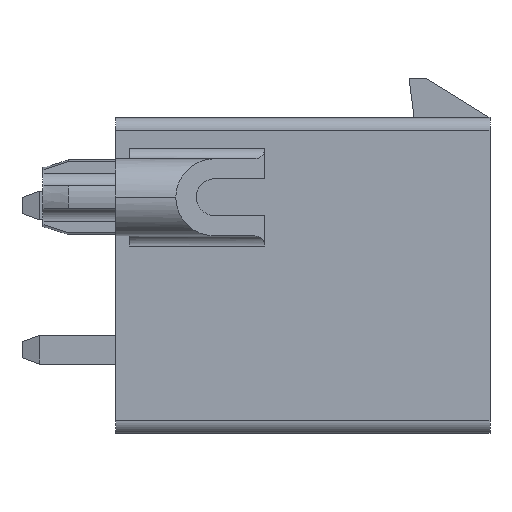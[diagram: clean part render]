
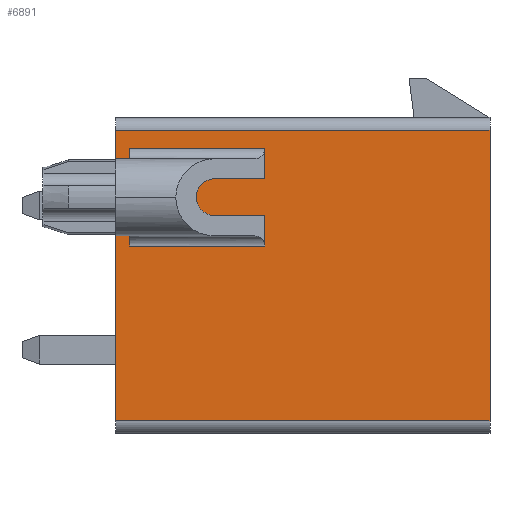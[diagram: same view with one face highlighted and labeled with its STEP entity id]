
A CAD part, left-side view. The second image highlights one B-rep face of the part: STEP entity #6891.
In plain terms, the highlighted planar face has unit normal (-1, 0, 0).
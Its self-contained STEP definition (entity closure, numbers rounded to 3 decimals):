
#1391=ORIENTED_EDGE('',*,*,#2647,.T.);
#1392=ORIENTED_EDGE('',*,*,#2912,.F.);
#1393=ORIENTED_EDGE('',*,*,#2913,.T.);
#1394=ORIENTED_EDGE('',*,*,#2289,.T.);
#1395=ORIENTED_EDGE('',*,*,#2914,.T.);
#1396=ORIENTED_EDGE('',*,*,#2915,.F.);
#1397=ORIENTED_EDGE('',*,*,#2916,.F.);
#1398=ORIENTED_EDGE('',*,*,#2917,.T.);
#1399=ORIENTED_EDGE('',*,*,#2918,.T.);
#1400=ORIENTED_EDGE('',*,*,#2279,.T.);
#1401=ORIENTED_EDGE('',*,*,#2919,.T.);
#1402=ORIENTED_EDGE('',*,*,#2920,.T.);
#1403=ORIENTED_EDGE('',*,*,#2636,.T.);
#1404=ORIENTED_EDGE('',*,*,#2921,.T.);
#1405=ORIENTED_EDGE('',*,*,#2904,.F.);
#1406=ORIENTED_EDGE('',*,*,#2922,.T.);
#2279=EDGE_CURVE('',#3266,#3265,#3893,.F.);
#2289=EDGE_CURVE('',#3273,#3274,#3900,.T.);
#2636=EDGE_CURVE('',#3519,#3518,#4187,.T.);
#2647=EDGE_CURVE('',#3528,#3527,#4192,.T.);
#2904=EDGE_CURVE('',#3718,#3719,#4437,.T.);
#2912=EDGE_CURVE('',#3726,#3527,#4442,.T.);
#2913=EDGE_CURVE('',#3726,#3273,#4443,.T.);
#2914=EDGE_CURVE('',#3274,#3727,#4444,.T.);
#2915=EDGE_CURVE('',#3728,#3727,#4445,.T.);
#2916=EDGE_CURVE('',#3729,#3728,#4446,.T.);
#2917=EDGE_CURVE('',#3729,#3730,#4447,.T.);
#2918=EDGE_CURVE('',#3730,#3266,#4448,.T.);
#2919=EDGE_CURVE('',#3265,#3731,#4449,.T.);
#2920=EDGE_CURVE('',#3731,#3519,#4450,.T.);
#2921=EDGE_CURVE('',#3518,#3719,#4451,.T.);
#2922=EDGE_CURVE('',#3718,#3528,#4452,.F.);
#3265=VERTEX_POINT('',#9577);
#3266=VERTEX_POINT('',#9579);
#3273=VERTEX_POINT('',#9596);
#3274=VERTEX_POINT('',#9598);
#3518=VERTEX_POINT('',#10303);
#3519=VERTEX_POINT('',#10305);
#3527=VERTEX_POINT('',#10323);
#3528=VERTEX_POINT('',#10325);
#3718=VERTEX_POINT('',#10842);
#3719=VERTEX_POINT('',#10844);
#3726=VERTEX_POINT('',#10860);
#3727=VERTEX_POINT('',#10863);
#3728=VERTEX_POINT('',#10865);
#3729=VERTEX_POINT('',#10867);
#3730=VERTEX_POINT('',#10869);
#3731=VERTEX_POINT('',#10872);
#3893=LINE('',#9578,#4734);
#3900=LINE('',#9599,#4741);
#4187=LINE('',#10304,#5028);
#4192=LINE('',#10324,#5033);
#4437=LINE('',#10843,#5278);
#4442=LINE('',#10859,#5283);
#4443=LINE('',#10861,#5284);
#4444=LINE('',#10862,#5285);
#4445=LINE('',#10864,#5286);
#4446=LINE('',#10866,#5287);
#4447=LINE('',#10868,#5288);
#4448=LINE('',#10870,#5289);
#4449=LINE('',#10871,#5290);
#4450=LINE('',#10873,#5291);
#4451=LINE('',#10874,#5292);
#4452=LINE('',#10875,#5293);
#4734=VECTOR('',#7676,1000.);
#4741=VECTOR('',#7693,1000.);
#5028=VECTOR('',#8328,1000.);
#5033=VECTOR('',#8345,1000.);
#5278=VECTOR('',#8756,1000.);
#5283=VECTOR('',#8769,1000.);
#5284=VECTOR('',#8770,1000.);
#5285=VECTOR('',#8771,1000.);
#5286=VECTOR('',#8772,1000.);
#5287=VECTOR('',#8773,1000.);
#5288=VECTOR('',#8774,1000.);
#5289=VECTOR('',#8775,1000.);
#5290=VECTOR('',#8776,1000.);
#5291=VECTOR('',#8777,1000.);
#5292=VECTOR('',#8778,1000.);
#5293=VECTOR('',#8779,1000.);
#5780=EDGE_LOOP('',(#1391,#1392,#1393,#1394,#1395,#1396,#1397,#1398,#1399,
#1400,#1401,#1402,#1403,#1404,#1405,#1406));
#6195=FACE_BOUND('',#5780,.T.);
#6553=PLANE('',#7390);
#6891=ADVANCED_FACE('',(#6195),#6553,.T.);
#7390=AXIS2_PLACEMENT_3D('',#10858,#8767,#8768);
#7676=DIRECTION('',(0.,-1.,0.));
#7693=DIRECTION('',(0.,-1.,0.));
#8328=DIRECTION('',(0.,0.,-1.));
#8345=DIRECTION('',(0.,0.,-1.));
#8756=DIRECTION('',(0.,0.,-1.));
#8767=DIRECTION('',(-1.,0.,0.));
#8768=DIRECTION('',(0.,0.,1.));
#8769=DIRECTION('',(0.,1.,0.));
#8770=DIRECTION('',(0.,0.,1.));
#8771=DIRECTION('',(0.,0.,-1.));
#8772=DIRECTION('',(0.,-1.,0.));
#8773=DIRECTION('',(0.,0.,1.));
#8774=DIRECTION('',(0.,-1.,0.));
#8775=DIRECTION('',(0.,0.,-1.));
#8776=DIRECTION('',(0.,0.,1.));
#8777=DIRECTION('',(0.,1.,0.));
#8778=DIRECTION('',(0.,-1.,0.));
#8779=DIRECTION('',(0.,-1.,0.));
#9577=CARTESIAN_POINT('',(-8.875,14.25,1.17));
#9578=CARTESIAN_POINT('',(-8.875,14.8,1.17));
#9579=CARTESIAN_POINT('',(-8.875,8.9,1.17));
#9596=CARTESIAN_POINT('',(-8.875,14.25,5.02));
#9598=CARTESIAN_POINT('',(-8.875,8.9,5.02));
#9599=CARTESIAN_POINT('',(-8.875,8.9,5.02));
#10303=CARTESIAN_POINT('',(-8.875,14.8,-5.74));
#10304=CARTESIAN_POINT('',(-8.875,14.8,6.24));
#10305=CARTESIAN_POINT('',(-8.875,14.8,2.62));
#10323=CARTESIAN_POINT('',(-8.875,14.8,3.57));
#10324=CARTESIAN_POINT('',(-8.875,14.8,6.24));
#10325=CARTESIAN_POINT('',(-8.875,14.8,5.74));
#10842=CARTESIAN_POINT('',(-8.875,0.,5.74));
#10843=CARTESIAN_POINT('',(-8.875,0.,6.24));
#10844=CARTESIAN_POINT('',(-8.875,0.,-5.74));
#10858=CARTESIAN_POINT('',(-8.875,14.8,6.24));
#10859=CARTESIAN_POINT('',(-8.875,14.25,3.57));
#10860=CARTESIAN_POINT('',(-8.875,14.25,3.57));
#10861=CARTESIAN_POINT('',(-8.875,14.25,5.02));
#10862=CARTESIAN_POINT('',(-8.875,8.9,4.62));
#10863=CARTESIAN_POINT('',(-8.875,8.9,3.825));
#10864=CARTESIAN_POINT('',(-8.875,13.,3.825));
#10865=CARTESIAN_POINT('',(-8.875,13.,3.825));
#10866=CARTESIAN_POINT('',(-8.875,13.,2.375));
#10867=CARTESIAN_POINT('',(-8.875,13.,2.375));
#10868=CARTESIAN_POINT('',(-8.875,13.,2.375));
#10869=CARTESIAN_POINT('',(-8.875,8.9,2.375));
#10870=CARTESIAN_POINT('',(-8.875,8.9,4.62));
#10871=CARTESIAN_POINT('',(-8.875,14.25,1.17));
#10872=CARTESIAN_POINT('',(-8.875,14.25,2.62));
#10873=CARTESIAN_POINT('',(-8.875,14.25,2.62));
#10874=CARTESIAN_POINT('',(-8.875,14.8,-5.74));
#10875=CARTESIAN_POINT('',(-8.875,14.8,5.74));
